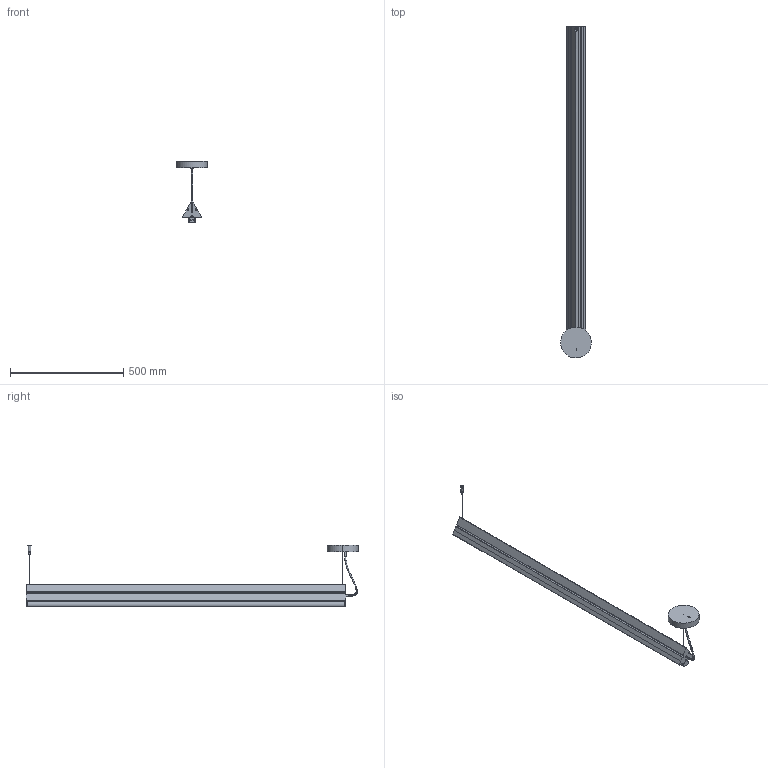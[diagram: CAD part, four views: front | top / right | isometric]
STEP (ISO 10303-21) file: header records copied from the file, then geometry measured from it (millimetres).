
FILE_DESCRIPTION(/* description */ (''),/* implementation_level */ '2;1');
FILE_NAME(/* name */ 'DREISPITZ150 SOSP 1 EM. CE',/* time_stamp */ '2025-04-17T15:18:47+02:00',/* author */ (''),/* organization */ (''),/* preprocessor_version */ 'ST-DEVELOPER v16.5',/* originating_system */ 'Rhino 7.37',/* authorisation */ '');
FILE_SCHEMA (('AUTOMOTIVE_DESIGN'));
Length unit declared in the file: millimetre
Products named in the file (1): Document
Bounding box: 136.11 x 1464.98 x 270.54 mm (x, y, z)
Volume: 4835279 mm3; surface area: 795773 mm2
Topology: 12 solids, 18 shells, 1826 faces, 4386 edges, 2647 vertices
Faces by surface type: bspline 1358, cylinder 301, plane 167
Entity records: 190580 total; most frequent: CARTESIAN_POINT 163377, ORIENTED_EDGE 8721, EDGE_CURVE 4367, B_SPLINE_CURVE_WITH_KNOTS 3476, VERTEX_POINT 2647, EDGE_LOOP 1908, ADVANCED_FACE 1826, FACE_OUTER_BOUND 1826
